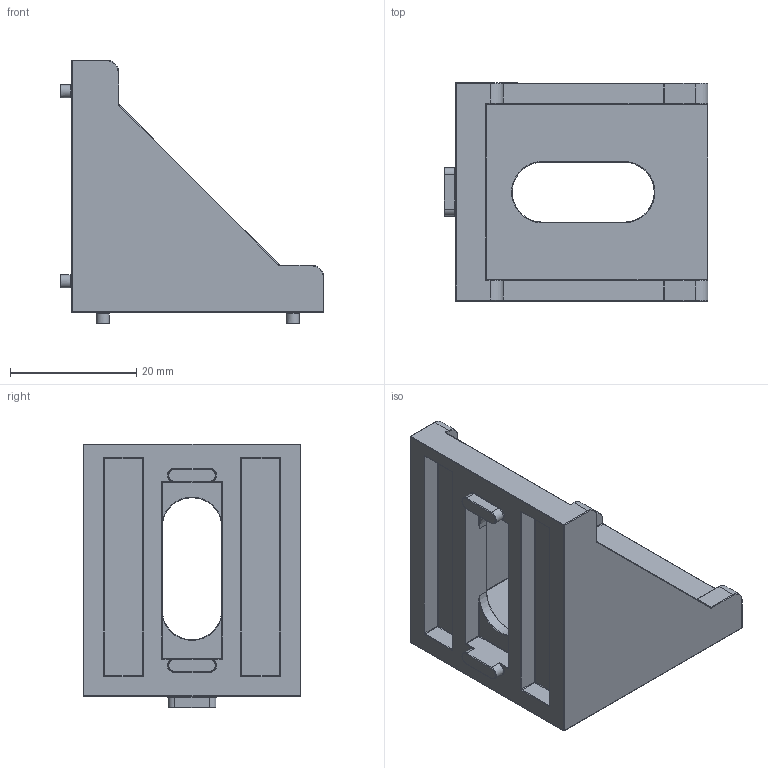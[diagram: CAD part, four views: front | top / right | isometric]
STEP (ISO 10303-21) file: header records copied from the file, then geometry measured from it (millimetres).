
FILE_DESCRIPTION(/* description */ (''),/* implementation_level */ '2;1');
FILE_NAME(/* name */ 'Aluminium Angle for 40mm Item Profil v2.step',/* time_stamp */ '2018-12-17T22:09:13+01:00',/* author */ ('joepluess'),/* organization */ (''),/* preprocessor_version */ 'ST-DEVELOPER v17.2',/* originating_system */ 'Autodesk Translation Framework v7.6.0.251',/* authorisation */ '');
FILE_SCHEMA (('AUTOMOTIVE_DESIGN { 1 0 10303 214 3 1 1 }'));
Length unit declared in the file: millimetre
Products named in the file (1): Aluminium Angle for 40mm Item Profil
Bounding box: 41.8 x 34.5 x 41.8 mm (x, y, z)
Volume: 10999.1 mm3; surface area: 9051.6 mm2
Topology: 1 solids, 1 shells, 319 faces, 709 edges, 382 vertices
Faces by surface type: cylinder 150, torus 67, plane 56, sphere 32, bspline 14
Entity records: 9022 total; most frequent: CARTESIAN_POINT 1911, DIRECTION 1642, ORIENTED_EDGE 1390, EDGE_CURVE 695, AXIS2_PLACEMENT_3D 671, VERTEX_POINT 382, CIRCLE 365, EDGE_LOOP 327
